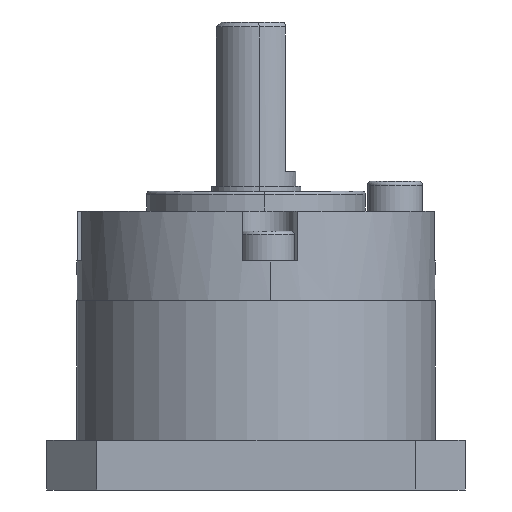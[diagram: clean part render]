
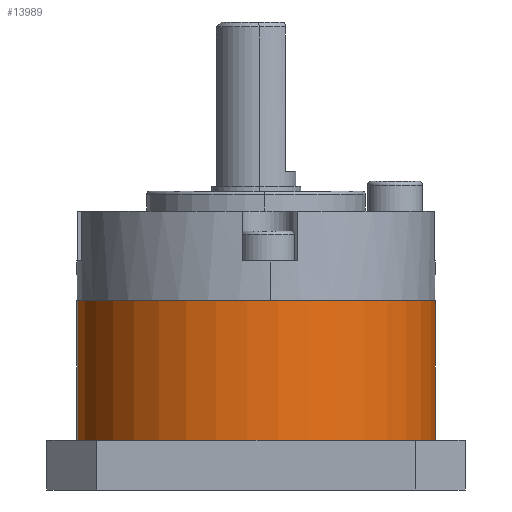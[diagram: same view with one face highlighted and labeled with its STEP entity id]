
A CAD part, front view. The second image highlights one B-rep face of the part: STEP entity #13989.
In plain terms, the highlighted cylindrical face has radius 18 mm (diameter 36 mm), a partial arc.
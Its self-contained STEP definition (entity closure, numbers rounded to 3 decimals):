
#22 = ORIENTED_EDGE ( 'NONE', *, *, #4462, .F. ) ;
#588 = CARTESIAN_POINT ( 'NONE',  ( 18., 0., 14. ) ) ;
#1079 = AXIS2_PLACEMENT_3D ( 'NONE', #10038, #2835, #15797 ) ;
#1656 = CYLINDRICAL_SURFACE ( 'NONE', #15868, 18. ) ;
#1893 = VERTEX_POINT ( 'NONE', #588 ) ;
#2324 = VERTEX_POINT ( 'NONE', #18077 ) ;
#2441 = ORIENTED_EDGE ( 'NONE', *, *, #16889, .T. ) ;
#2684 = AXIS2_PLACEMENT_3D ( 'NONE', #15324, #9479, #13987 ) ;
#2707 = VECTOR ( 'NONE', #13773, 1000. ) ;
#2835 = DIRECTION ( 'NONE',  ( 0., 0., 1. ) ) ;
#2978 = DIRECTION ( 'NONE',  ( -1., 0., 0. ) ) ;
#3050 = CARTESIAN_POINT ( 'NONE',  ( -18., 0., 0. ) ) ;
#3159 = LINE ( 'NONE', #17671, #10852 ) ;
#3350 = ORIENTED_EDGE ( 'NONE', *, *, #6458, .F. ) ;
#3395 = VERTEX_POINT ( 'NONE', #3050 ) ;
#4415 = DIRECTION ( 'NONE',  ( 0., 0., -1. ) ) ;
#4431 = FACE_OUTER_BOUND ( 'NONE', #4978, .T. ) ;
#4462 = EDGE_CURVE ( 'NONE', #1893, #7613, #3159, .T. ) ;
#4978 = EDGE_LOOP ( 'NONE', ( #22, #3350, #13078, #2441 ) ) ;
#6074 = CIRCLE ( 'NONE', #2684, 18. ) ;
#6458 = EDGE_CURVE ( 'NONE', #2324, #1893, #16704, .T. ) ;
#6671 = CARTESIAN_POINT ( 'NONE',  ( -18., 0., 14. ) ) ;
#7613 = VERTEX_POINT ( 'NONE', #14980 ) ;
#8201 = LINE ( 'NONE', #6671, #2707 ) ;
#9479 = DIRECTION ( 'NONE',  ( 0., 0., 1. ) ) ;
#10038 = CARTESIAN_POINT ( 'NONE',  ( 0., 0., 14. ) ) ;
#10852 = VECTOR ( 'NONE', #4415, 1000. ) ;
#11366 = EDGE_CURVE ( 'NONE', #2324, #3395, #8201, .T. ) ;
#13078 = ORIENTED_EDGE ( 'NONE', *, *, #11366, .T. ) ;
#13773 = DIRECTION ( 'NONE',  ( 0., 0., -1. ) ) ;
#13987 = DIRECTION ( 'NONE',  ( 1., 0., 0. ) ) ;
#13989 = ADVANCED_FACE ( 'NONE', ( #4431 ), #1656, .T. ) ;
#14980 = CARTESIAN_POINT ( 'NONE',  ( 18., 0., 0. ) ) ;
#15324 = CARTESIAN_POINT ( 'NONE',  ( 0., 0., 0. ) ) ;
#15797 = DIRECTION ( 'NONE',  ( 1., 0., 0. ) ) ;
#15868 = AXIS2_PLACEMENT_3D ( 'NONE', #16326, #17889, #2978 ) ;
#16326 = CARTESIAN_POINT ( 'NONE',  ( 0., 0., 14. ) ) ;
#16704 = CIRCLE ( 'NONE', #1079, 18. ) ;
#16889 = EDGE_CURVE ( 'NONE', #3395, #7613, #6074, .T. ) ;
#17671 = CARTESIAN_POINT ( 'NONE',  ( 18., 0., 14. ) ) ;
#17889 = DIRECTION ( 'NONE',  ( 0., 0., -1. ) ) ;
#18077 = CARTESIAN_POINT ( 'NONE',  ( -18., 0., 14. ) ) ;
